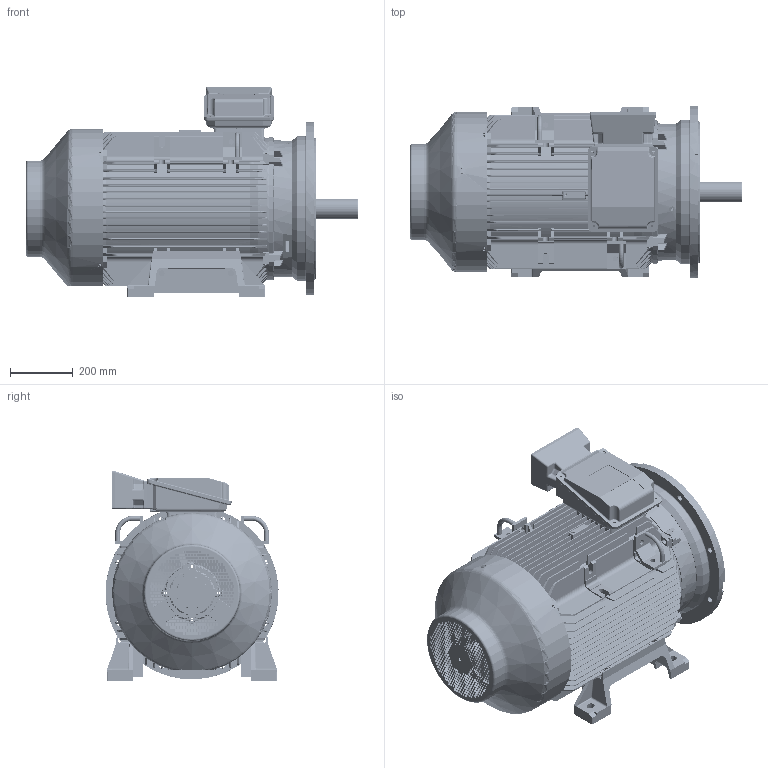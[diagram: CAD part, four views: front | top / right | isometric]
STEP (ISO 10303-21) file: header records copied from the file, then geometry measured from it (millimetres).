
FILE_DESCRIPTION( ( 'Unknown' ), '1' );
FILE_NAME( 'WP-DF280SE B35 2P.stp', 'Unknown', ( 'Unknown' ), ( 'Unknown' ), 'PSStep 17.0.49', 'Unknown', ' ' );
FILE_SCHEMA( ( 'AUTOMOTIVE_DESIGN { 1 0 10303 214 1 1 1 1 }' ) );
Length unit declared in the file: millimetre
Products named in the file (12): w3lfm
Bounding box: 1054.77 x 549.66 x 666.4 mm (x, y, z)
Volume: 36369610.4 mm3; surface area: 7532033.6 mm2
Topology: 12 solids, 17 shells, 6934 faces, 18911 edges, 11918 vertices
Faces by surface type: plane 3559, cylinder 1341, bspline 1249, cone 304, torus 293, sphere 188
Full cylindrical faces by diameter (mm): 5 x4, 5.188 x2, 6 x4, 6.985 x5, 8 x13, 8.5 x1, 8.985 x2, 10 x21, 12 x1, 14.188 x12, 14.376 x4, 15 x9, 16 x4, 17 x4, 17.5 x1, 19 x36, 20 x1, 21 x1, 57.1 x1, 60 x2, 65 x1, 67 x2, 70 x5, 82 x2, 90 x2, 94.9 x2, 100 x1, 100.2 x1, 105 x1, 120 x1
Entity records: 425528 total; most frequent: CARTESIAN_POINT 203833, ORIENTED_EDGE 36806, DIRECTION 30671, EDGE_CURVE 18403, VERTEX_POINT 11782, LINE 10619, VECTOR 10619, AXIS2_PLACEMENT_3D 10026
